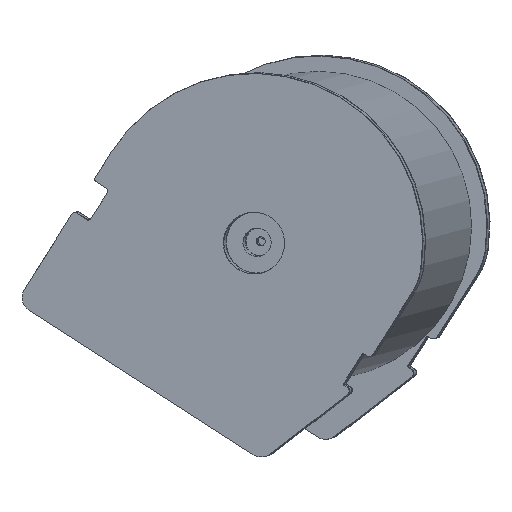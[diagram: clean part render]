
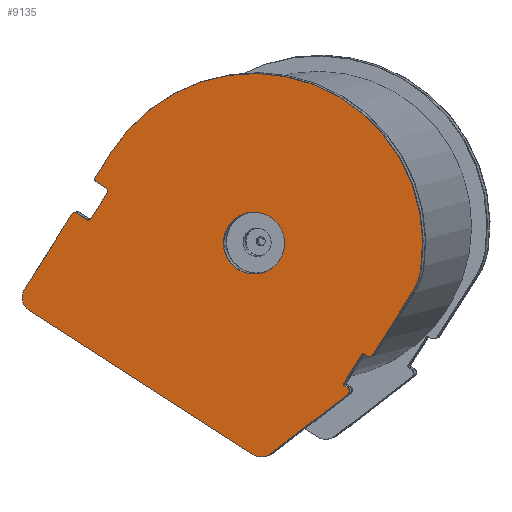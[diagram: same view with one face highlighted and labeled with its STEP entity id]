
A CAD part, left-side view. The second image highlights one B-rep face of the part: STEP entity #9135.
In plain terms, the highlighted face is planar.
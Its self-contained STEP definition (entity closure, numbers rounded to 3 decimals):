
#1017=LINE('',#15162,#1954);
#1031=LINE('',#15216,#1968);
#1034=LINE('',#15225,#1971);
#1037=LINE('',#15236,#1974);
#1040=LINE('',#15244,#1977);
#1043=LINE('',#15252,#1980);
#1046=LINE('',#15260,#1983);
#1049=LINE('',#15268,#1986);
#1052=LINE('',#15278,#1989);
#1055=LINE('',#15286,#1992);
#1057=LINE('',#15291,#1994);
#1954=VECTOR('',#12478,23.677);
#1968=VECTOR('',#12524,1.097);
#1971=VECTOR('',#12533,86.499);
#1974=VECTOR('',#12546,29.);
#1977=VECTOR('',#12555,4.);
#1980=VECTOR('',#12564,10.);
#1983=VECTOR('',#12573,4.);
#1986=VECTOR('',#12582,10.);
#1989=VECTOR('',#12595,1.);
#1992=VECTOR('',#12604,11.);
#1994=VECTOR('',#12612,31.603);
#2341=PLANE('',#9986);
#2429=FACE_BOUND('',#3443,.T.);
#2892=FACE_OUTER_BOUND('',#3442,.T.);
#3442=EDGE_LOOP('',(#8477,#8478,#8479,#8480,#8481,#8482,#8483,#8484,#8485,
#8486,#8487,#8488,#8489,#8490,#8491,#8492,#8493,#8494,#8495,#8496,#8497,
#8498,#8499));
#3443=EDGE_LOOP('',(#8500));
#3762=CIRCLE('',#9936,1.5);
#3776=CIRCLE('',#9953,1.5);
#3777=CIRCLE('',#9956,5.);
#3778=CIRCLE('',#9959,10.);
#3779=CIRCLE('',#9961,5.);
#3780=CIRCLE('',#9964,1.);
#3781=CIRCLE('',#9967,1.);
#3782=CIRCLE('',#9970,1.);
#3783=CIRCLE('',#9973,1.);
#3784=CIRCLE('',#9976,55.);
#3785=CIRCLE('',#9978,20.);
#3786=CIRCLE('',#9981,0.5);
#3787=CIRCLE('',#9984,0.5);
#4610=VERTEX_POINT('',#15149);
#4611=VERTEX_POINT('',#15150);
#4615=VERTEX_POINT('',#15160);
#4637=VERTEX_POINT('',#15208);
#4638=VERTEX_POINT('',#15209);
#4639=VERTEX_POINT('',#15214);
#4640=VERTEX_POINT('',#15218);
#4641=VERTEX_POINT('',#15219);
#4642=VERTEX_POINT('',#15224);
#4643=VERTEX_POINT('',#15228);
#4644=VERTEX_POINT('',#15231);
#4645=VERTEX_POINT('',#15235);
#4646=VERTEX_POINT('',#15239);
#4647=VERTEX_POINT('',#15243);
#4648=VERTEX_POINT('',#15247);
#4649=VERTEX_POINT('',#15251);
#4650=VERTEX_POINT('',#15255);
#4651=VERTEX_POINT('',#15259);
#4652=VERTEX_POINT('',#15263);
#4653=VERTEX_POINT('',#15267);
#4654=VERTEX_POINT('',#15271);
#4655=VERTEX_POINT('',#15277);
#4656=VERTEX_POINT('',#15281);
#4657=VERTEX_POINT('',#15285);
#5868=EDGE_CURVE('',#4610,#4611,#3762,.T.);
#5874=EDGE_CURVE('',#4610,#4615,#1017,.T.);
#5897=EDGE_CURVE('',#4637,#4638,#3776,.T.);
#5901=EDGE_CURVE('',#4637,#4639,#1031,.T.);
#5902=EDGE_CURVE('',#4640,#4641,#3777,.T.);
#5905=EDGE_CURVE('',#4642,#4641,#1034,.T.);
#5907=EDGE_CURVE('',#4643,#4643,#3778,.T.);
#5908=EDGE_CURVE('',#4644,#4642,#3779,.T.);
#5910=EDGE_CURVE('',#4645,#4644,#1037,.T.);
#5912=EDGE_CURVE('',#4646,#4645,#3780,.T.);
#5914=EDGE_CURVE('',#4647,#4646,#1040,.T.);
#5916=EDGE_CURVE('',#4648,#4647,#3781,.T.);
#5918=EDGE_CURVE('',#4649,#4648,#1043,.T.);
#5920=EDGE_CURVE('',#4650,#4649,#3782,.T.);
#5922=EDGE_CURVE('',#4651,#4650,#1046,.T.);
#5924=EDGE_CURVE('',#4652,#4651,#3783,.T.);
#5926=EDGE_CURVE('',#4653,#4652,#1049,.T.);
#5928=EDGE_CURVE('',#4654,#4653,#3784,.T.);
#5930=EDGE_CURVE('',#4615,#4654,#3785,.T.);
#5931=EDGE_CURVE('',#4655,#4611,#1052,.T.);
#5933=EDGE_CURVE('',#4656,#4655,#3786,.T.);
#5935=EDGE_CURVE('',#4657,#4656,#1055,.T.);
#5937=EDGE_CURVE('',#4639,#4657,#3787,.T.);
#5938=EDGE_CURVE('',#4640,#4638,#1057,.T.);
#8477=ORIENTED_EDGE('',*,*,#5868,.F.);
#8478=ORIENTED_EDGE('',*,*,#5874,.T.);
#8479=ORIENTED_EDGE('',*,*,#5930,.T.);
#8480=ORIENTED_EDGE('',*,*,#5928,.T.);
#8481=ORIENTED_EDGE('',*,*,#5926,.T.);
#8482=ORIENTED_EDGE('',*,*,#5924,.T.);
#8483=ORIENTED_EDGE('',*,*,#5922,.T.);
#8484=ORIENTED_EDGE('',*,*,#5920,.T.);
#8485=ORIENTED_EDGE('',*,*,#5918,.T.);
#8486=ORIENTED_EDGE('',*,*,#5916,.T.);
#8487=ORIENTED_EDGE('',*,*,#5914,.T.);
#8488=ORIENTED_EDGE('',*,*,#5912,.T.);
#8489=ORIENTED_EDGE('',*,*,#5910,.T.);
#8490=ORIENTED_EDGE('',*,*,#5908,.T.);
#8491=ORIENTED_EDGE('',*,*,#5905,.T.);
#8492=ORIENTED_EDGE('',*,*,#5902,.F.);
#8493=ORIENTED_EDGE('',*,*,#5938,.T.);
#8494=ORIENTED_EDGE('',*,*,#5897,.F.);
#8495=ORIENTED_EDGE('',*,*,#5901,.T.);
#8496=ORIENTED_EDGE('',*,*,#5937,.T.);
#8497=ORIENTED_EDGE('',*,*,#5935,.T.);
#8498=ORIENTED_EDGE('',*,*,#5933,.T.);
#8499=ORIENTED_EDGE('',*,*,#5931,.T.);
#8500=ORIENTED_EDGE('',*,*,#5907,.T.);
#9135=ADVANCED_FACE('',(#2892,#2429),#2341,.T.);
#9936=AXIS2_PLACEMENT_3D('',#15151,#12468,#12469);
#9953=AXIS2_PLACEMENT_3D('',#15210,#12517,#12518);
#9956=AXIS2_PLACEMENT_3D('',#15220,#12527,#12528);
#9959=AXIS2_PLACEMENT_3D('',#15229,#12537,#12538);
#9961=AXIS2_PLACEMENT_3D('',#15232,#12541,#12542);
#9964=AXIS2_PLACEMENT_3D('',#15240,#12550,#12551);
#9967=AXIS2_PLACEMENT_3D('',#15248,#12559,#12560);
#9970=AXIS2_PLACEMENT_3D('',#15256,#12568,#12569);
#9973=AXIS2_PLACEMENT_3D('',#15264,#12577,#12578);
#9976=AXIS2_PLACEMENT_3D('',#15272,#12586,#12587);
#9978=AXIS2_PLACEMENT_3D('',#15275,#12591,#12592);
#9981=AXIS2_PLACEMENT_3D('',#15282,#12599,#12600);
#9984=AXIS2_PLACEMENT_3D('',#15289,#12608,#12609);
#9986=AXIS2_PLACEMENT_3D('',#15292,#12613,#12614);
#12468=DIRECTION('center_axis',(-1.,0.,0.));
#12469=DIRECTION('ref_axis',(0.,-0.707,-0.707));
#12478=DIRECTION('',(0.,1.,0.));
#12517=DIRECTION('center_axis',(-1.,0.,0.));
#12518=DIRECTION('ref_axis',(0.,0.574,-0.819));
#12524=DIRECTION('',(0.,0.,1.));
#12527=DIRECTION('center_axis',(-1.,0.,0.));
#12528=DIRECTION('ref_axis',(0.,-0.819,-0.574));
#12533=DIRECTION('',(0.,0.,-1.));
#12537=DIRECTION('center_axis',(-1.,0.,0.));
#12538=DIRECTION('ref_axis',(0.,-1.,0.));
#12541=DIRECTION('center_axis',(1.,0.,0.));
#12542=DIRECTION('ref_axis',(0.,0.,1.));
#12546=DIRECTION('',(0.,-1.,0.));
#12550=DIRECTION('center_axis',(1.,0.,0.));
#12551=DIRECTION('ref_axis',(0.,1.,0.));
#12555=DIRECTION('',(0.,0.,1.));
#12559=DIRECTION('center_axis',(-1.,0.,0.));
#12560=DIRECTION('ref_axis',(0.,1.,0.));
#12564=DIRECTION('',(0.,-1.,0.));
#12568=DIRECTION('center_axis',(-1.,0.,0.));
#12569=DIRECTION('ref_axis',(0.,0.,1.));
#12573=DIRECTION('',(0.,0.,-1.));
#12577=DIRECTION('center_axis',(1.,0.,0.));
#12578=DIRECTION('ref_axis',(0.,0.,1.));
#12582=DIRECTION('',(0.,-1.,0.));
#12586=DIRECTION('center_axis',(1.,0.,0.));
#12587=DIRECTION('ref_axis',(0.,0.405,-0.914));
#12591=DIRECTION('center_axis',(1.,0.,0.));
#12592=DIRECTION('ref_axis',(0.,0.,-1.));
#12595=DIRECTION('',(0.,0.,-1.));
#12599=DIRECTION('center_axis',(-1.,0.,0.));
#12600=DIRECTION('ref_axis',(0.,-1.,0.));
#12604=DIRECTION('',(0.,1.,0.));
#12608=DIRECTION('center_axis',(-1.,0.,0.));
#12609=DIRECTION('ref_axis',(0.,0.,-1.));
#12612=DIRECTION('',(0.,0.94,-0.342));
#12613=DIRECTION('center_axis',(1.,0.,0.));
#12614=DIRECTION('ref_axis',(0.,0.,-1.));
#15149=CARTESIAN_POINT('',(1.5,-9.5,-52.));
#15150=CARTESIAN_POINT('',(1.5,-11.,-50.5));
#15151=CARTESIAN_POINT('Origin',(1.5,-9.5,-50.5));
#15160=CARTESIAN_POINT('',(1.5,14.177,-52.));
#15162=CARTESIAN_POINT('',(1.5,-11.,-52.));
#15208=CARTESIAN_POINT('',(1.5,-23.,-50.597));
#15209=CARTESIAN_POINT('',(1.5,-25.013,-52.006));
#15210=CARTESIAN_POINT('Origin',(1.5,-24.5,-50.597));
#15214=CARTESIAN_POINT('',(1.5,-23.,-49.5));
#15216=CARTESIAN_POINT('',(1.5,-23.,-52.739));
#15218=CARTESIAN_POINT('',(1.5,-54.71,-41.197));
#15219=CARTESIAN_POINT('',(1.5,-58.,-36.499));
#15220=CARTESIAN_POINT('Origin',(1.5,-53.,-36.499));
#15224=CARTESIAN_POINT('',(1.5,-58.,50.));
#15225=CARTESIAN_POINT('',(1.5,-58.,50.));
#15228=CARTESIAN_POINT('',(1.5,10.,0.));
#15229=CARTESIAN_POINT('Origin',(1.5,0.,0.));
#15231=CARTESIAN_POINT('',(1.5,-53.,55.));
#15232=CARTESIAN_POINT('Origin',(1.5,-53.,50.));
#15235=CARTESIAN_POINT('',(1.5,-24.,55.));
#15236=CARTESIAN_POINT('',(1.5,-24.,55.));
#15239=CARTESIAN_POINT('',(1.5,-23.,54.));
#15240=CARTESIAN_POINT('Origin',(1.5,-24.,54.));
#15243=CARTESIAN_POINT('',(1.5,-23.,50.));
#15244=CARTESIAN_POINT('',(1.5,-23.,50.));
#15247=CARTESIAN_POINT('',(1.5,-22.,49.));
#15248=CARTESIAN_POINT('Origin',(1.5,-22.,50.));
#15251=CARTESIAN_POINT('',(1.5,-12.,49.));
#15252=CARTESIAN_POINT('',(1.5,-12.,49.));
#15255=CARTESIAN_POINT('',(1.5,-11.,50.));
#15256=CARTESIAN_POINT('Origin',(1.5,-12.,50.));
#15259=CARTESIAN_POINT('',(1.5,-11.,54.));
#15260=CARTESIAN_POINT('',(1.5,-11.,54.));
#15263=CARTESIAN_POINT('',(1.5,-10.,55.));
#15264=CARTESIAN_POINT('Origin',(1.5,-10.,54.));
#15267=CARTESIAN_POINT('',(1.5,0.,55.));
#15268=CARTESIAN_POINT('',(1.5,0.,55.));
#15271=CARTESIAN_POINT('',(1.5,22.279,-50.286));
#15272=CARTESIAN_POINT('Origin',(1.5,0.,0.));
#15275=CARTESIAN_POINT('Origin',(1.5,14.177,-32.));
#15277=CARTESIAN_POINT('',(1.5,-11.,-49.5));
#15278=CARTESIAN_POINT('',(1.5,-11.,-49.5));
#15281=CARTESIAN_POINT('',(1.5,-11.5,-49.));
#15282=CARTESIAN_POINT('Origin',(1.5,-11.5,-49.5));
#15285=CARTESIAN_POINT('',(1.5,-22.5,-49.));
#15286=CARTESIAN_POINT('',(1.5,-22.5,-49.));
#15289=CARTESIAN_POINT('Origin',(1.5,-22.5,-49.5));
#15291=CARTESIAN_POINT('',(1.5,-58.,-40.));
#15292=CARTESIAN_POINT('Origin',(1.5,-12.405,2.05));
